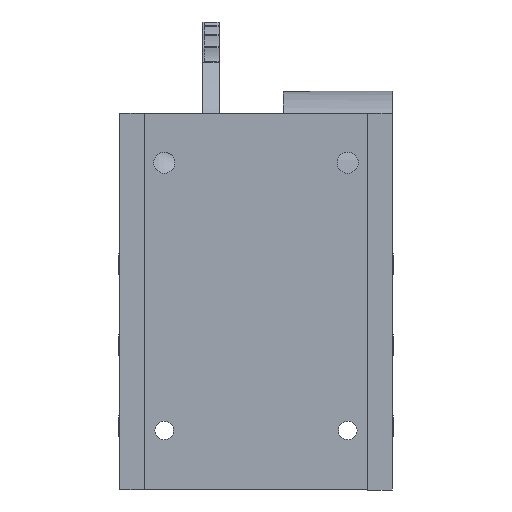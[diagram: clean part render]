
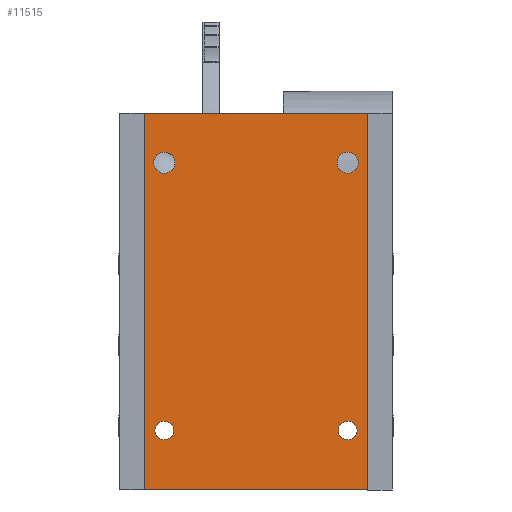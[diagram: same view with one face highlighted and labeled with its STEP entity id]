
A CAD part, front view. The second image highlights one B-rep face of the part: STEP entity #11515.
In plain terms, the highlighted planar face has unit normal (0, -1, 0).
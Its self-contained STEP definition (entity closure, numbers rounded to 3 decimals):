
#490=FACE_BOUND('',#1566,.T.);
#491=FACE_BOUND('',#1567,.T.);
#492=FACE_BOUND('',#1568,.T.);
#493=FACE_BOUND('',#1569,.T.);
#658=PLANE('',#12478);
#941=FACE_OUTER_BOUND('',#1565,.T.);
#1565=EDGE_LOOP('',(#8164,#8165,#8166,#8167));
#1566=EDGE_LOOP('',(#8168));
#1567=EDGE_LOOP('',(#8169));
#1568=EDGE_LOOP('',(#8170));
#1569=EDGE_LOOP('',(#8171));
#2174=LINE('',#17463,#2993);
#2201=LINE('',#17544,#3020);
#2357=LINE('',#18080,#3176);
#2358=LINE('',#18082,#3177);
#2993=VECTOR('',#13712,10.);
#3020=VECTOR('',#13783,10.);
#3176=VECTOR('',#14415,10.);
#3177=VECTOR('',#14418,10.);
#3926=CIRCLE('',#12454,1.875);
#3927=CIRCLE('',#12456,2.125);
#3928=CIRCLE('',#12458,1.875);
#3929=CIRCLE('',#12460,2.125);
#4585=VERTEX_POINT('',#17460);
#4586=VERTEX_POINT('',#17462);
#4617=VERTEX_POINT('',#17541);
#4618=VERTEX_POINT('',#17543);
#4755=VERTEX_POINT('',#18044);
#4756=VERTEX_POINT('',#18048);
#4757=VERTEX_POINT('',#18052);
#4758=VERTEX_POINT('',#18056);
#5751=EDGE_CURVE('',#4585,#4586,#2174,.T.);
#5791=EDGE_CURVE('',#4617,#4618,#2201,.T.);
#6047=EDGE_CURVE('',#4755,#4755,#3926,.T.);
#6049=EDGE_CURVE('',#4756,#4756,#3927,.T.);
#6051=EDGE_CURVE('',#4757,#4757,#3928,.T.);
#6053=EDGE_CURVE('',#4758,#4758,#3929,.T.);
#6059=EDGE_CURVE('',#4617,#4586,#2357,.T.);
#6060=EDGE_CURVE('',#4585,#4618,#2358,.T.);
#8164=ORIENTED_EDGE('',*,*,#6060,.T.);
#8165=ORIENTED_EDGE('',*,*,#5791,.F.);
#8166=ORIENTED_EDGE('',*,*,#6059,.T.);
#8167=ORIENTED_EDGE('',*,*,#5751,.F.);
#8168=ORIENTED_EDGE('',*,*,#6047,.T.);
#8169=ORIENTED_EDGE('',*,*,#6049,.T.);
#8170=ORIENTED_EDGE('',*,*,#6051,.T.);
#8171=ORIENTED_EDGE('',*,*,#6053,.T.);
#11515=ADVANCED_FACE('',(#941,#490,#491,#492,#493),#658,.T.);
#12454=AXIS2_PLACEMENT_3D('',#18046,#14363,#14364);
#12456=AXIS2_PLACEMENT_3D('',#18050,#14368,#14369);
#12458=AXIS2_PLACEMENT_3D('',#18054,#14373,#14374);
#12460=AXIS2_PLACEMENT_3D('',#18058,#14378,#14379);
#12478=AXIS2_PLACEMENT_3D('',#18083,#14419,#14420);
#13712=DIRECTION('',(0.,0.,1.));
#13783=DIRECTION('',(0.,0.,-1.));
#14363=DIRECTION('center_axis',(0.,1.,0.));
#14364=DIRECTION('ref_axis',(1.,0.,0.));
#14368=DIRECTION('center_axis',(0.,1.,0.));
#14369=DIRECTION('ref_axis',(1.,0.,0.));
#14373=DIRECTION('center_axis',(0.,1.,0.));
#14374=DIRECTION('ref_axis',(1.,0.,0.));
#14378=DIRECTION('center_axis',(0.,1.,0.));
#14379=DIRECTION('ref_axis',(1.,0.,0.));
#14415=DIRECTION('',(-1.,0.,0.));
#14418=DIRECTION('',(1.,0.,0.));
#14419=DIRECTION('center_axis',(0.,-1.,0.));
#14420=DIRECTION('ref_axis',(0.,0.,-1.));
#17460=CARTESIAN_POINT('',(-22.5,0.,-76.));
#17462=CARTESIAN_POINT('',(-22.5,0.,0.));
#17463=CARTESIAN_POINT('',(-22.5,0.,0.));
#17541=CARTESIAN_POINT('',(22.5,0.,0.));
#17543=CARTESIAN_POINT('',(22.5,0.,-76.));
#17544=CARTESIAN_POINT('',(22.5,0.,0.));
#18044=CARTESIAN_POINT('',(-20.375,0.,-64.));
#18046=CARTESIAN_POINT('Origin',(-18.5,0.,-64.));
#18048=CARTESIAN_POINT('',(16.375,0.,-10.));
#18050=CARTESIAN_POINT('Origin',(18.5,0.,-10.));
#18052=CARTESIAN_POINT('',(16.625,0.,-64.));
#18054=CARTESIAN_POINT('Origin',(18.5,0.,-64.));
#18056=CARTESIAN_POINT('',(-20.625,0.,-10.));
#18058=CARTESIAN_POINT('Origin',(-18.5,0.,-10.));
#18080=CARTESIAN_POINT('',(0.,0.,0.));
#18082=CARTESIAN_POINT('',(0.,0.,-76.));
#18083=CARTESIAN_POINT('Origin',(0.,0.,0.));
